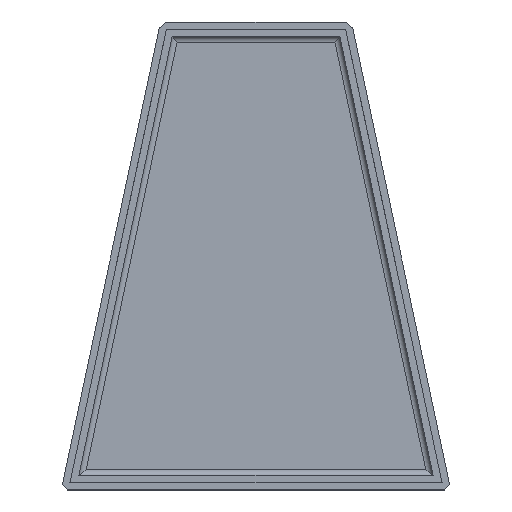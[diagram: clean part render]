
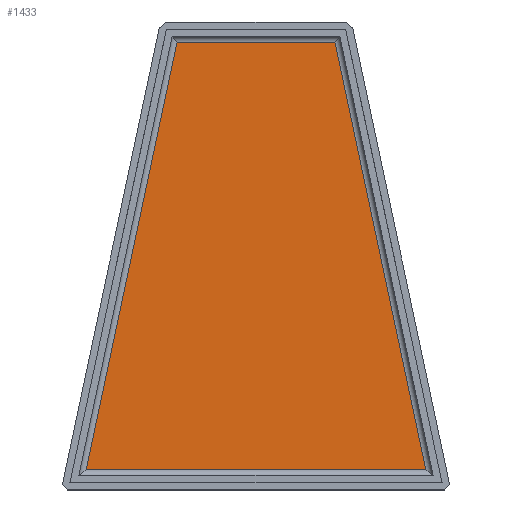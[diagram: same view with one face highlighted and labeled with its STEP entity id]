
A CAD part, top view. The second image highlights one B-rep face of the part: STEP entity #1433.
In plain terms, the highlighted planar face has unit normal (0, 0, 1).
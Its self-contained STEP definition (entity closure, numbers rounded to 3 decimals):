
#1338 = VERTEX_POINT('',#1339);
#1339 = CARTESIAN_POINT('',(28.428,2.2,0.8));
#1346 = EDGE_CURVE('',#1338,#1347,#1349,.T.);
#1347 = VERTEX_POINT('',#1348);
#1348 = CARTESIAN_POINT('',(-28.428,2.2,0.8));
#1349 = LINE('',#1350,#1351);
#1350 = CARTESIAN_POINT('',(29.662,2.2,0.8));
#1351 = VECTOR('',#1352,1.);
#1352 = DIRECTION('',(-1.,0.,0.));
#1371 = EDGE_CURVE('',#1347,#1372,#1374,.T.);
#1372 = VERTEX_POINT('',#1373);
#1373 = CARTESIAN_POINT('',(-13.224,73.726,0.8));
#1374 = LINE('',#1375,#1376);
#1375 = CARTESIAN_POINT('',(-28.684,0.992,0.8));
#1376 = VECTOR('',#1377,1.);
#1377 = DIRECTION('',(0.208,0.978,0.));
#1396 = EDGE_CURVE('',#1372,#1397,#1399,.T.);
#1397 = VERTEX_POINT('',#1398);
#1398 = CARTESIAN_POINT('',(13.224,73.726,0.8));
#1399 = LINE('',#1400,#1401);
#1400 = CARTESIAN_POINT('',(-14.034,73.726,0.8));
#1401 = VECTOR('',#1402,1.);
#1402 = DIRECTION('',(1.,0.,0.));
#1421 = EDGE_CURVE('',#1397,#1338,#1422,.T.);
#1422 = LINE('',#1423,#1424);
#1423 = CARTESIAN_POINT('',(13.056,74.518,0.8));
#1424 = VECTOR('',#1425,1.);
#1425 = DIRECTION('',(0.208,-0.978,0.));
#1433 = ADVANCED_FACE('',(#1434),#1440,.T.);
#1434 = FACE_BOUND('',#1435,.T.);
#1435 = EDGE_LOOP('',(#1436,#1437,#1438,#1439));
#1436 = ORIENTED_EDGE('',*,*,#1346,.F.);
#1437 = ORIENTED_EDGE('',*,*,#1421,.F.);
#1438 = ORIENTED_EDGE('',*,*,#1396,.F.);
#1439 = ORIENTED_EDGE('',*,*,#1371,.F.);
#1440 = PLANE('',#1441);
#1441 = AXIS2_PLACEMENT_3D('',#1442,#1443,#1444);
#1442 = CARTESIAN_POINT('',(0.,32.949,0.8));
#1443 = DIRECTION('',(0.,0.,1.));
#1444 = DIRECTION('',(1.,0.,0.));
